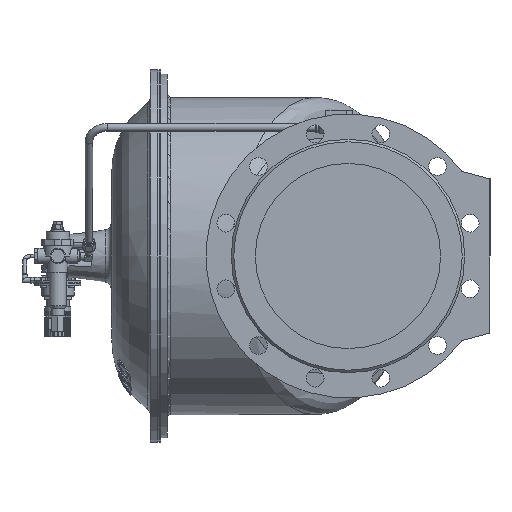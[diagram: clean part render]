
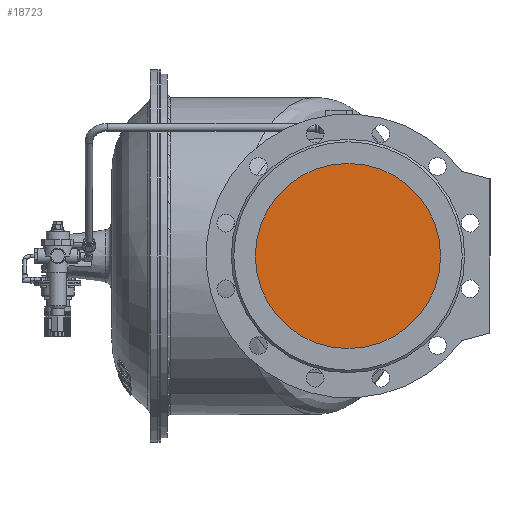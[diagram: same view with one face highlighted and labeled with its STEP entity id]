
A CAD part, left-side view. The second image highlights one B-rep face of the part: STEP entity #18723.
In plain terms, the highlighted planar face has unit normal (-1, 0, 0).
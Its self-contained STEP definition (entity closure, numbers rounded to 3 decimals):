
#330 = EDGE_CURVE ( 'NONE', #35297, #35297, #38042, .T. ) ;
#7435 = ORIENTED_EDGE ( 'NONE', *, *, #330, .T. ) ;
#13513 = EDGE_LOOP ( 'NONE', ( #7435 ) ) ;
#14999 = AXIS2_PLACEMENT_3D ( 'NONE', #16347, #16350, #16349 ) ;
#16347 = CARTESIAN_POINT ( 'NONE',  ( -420., 0., 0. ) ) ;
#16349 = DIRECTION ( 'NONE',  ( 0., 0., 1. ) ) ;
#16350 = DIRECTION ( 'NONE',  ( -1., 0., 0. ) ) ;
#18723 = ADVANCED_FACE ( 'NONE', ( #40423 ), #28716, .T. ) ;
#28709 = CARTESIAN_POINT ( 'NONE',  ( -420., 150., 0. ) ) ;
#28716 = PLANE ( 'NONE',  #38982 ) ;
#28720 = DIRECTION ( 'NONE',  ( -1., 0., 0. ) ) ;
#28722 = DIRECTION ( 'NONE',  ( 0., 0., 1. ) ) ;
#32201 = CARTESIAN_POINT ( 'NONE',  ( -420., 0., 150. ) ) ;
#35297 = VERTEX_POINT ( 'NONE', #32201 ) ;
#38042 = CIRCLE ( 'NONE', #14999, 150. ) ;
#38982 = AXIS2_PLACEMENT_3D ( 'NONE', #28709, #28720, #28722 ) ;
#40423 = FACE_OUTER_BOUND ( 'NONE', #13513, .T. ) ;
